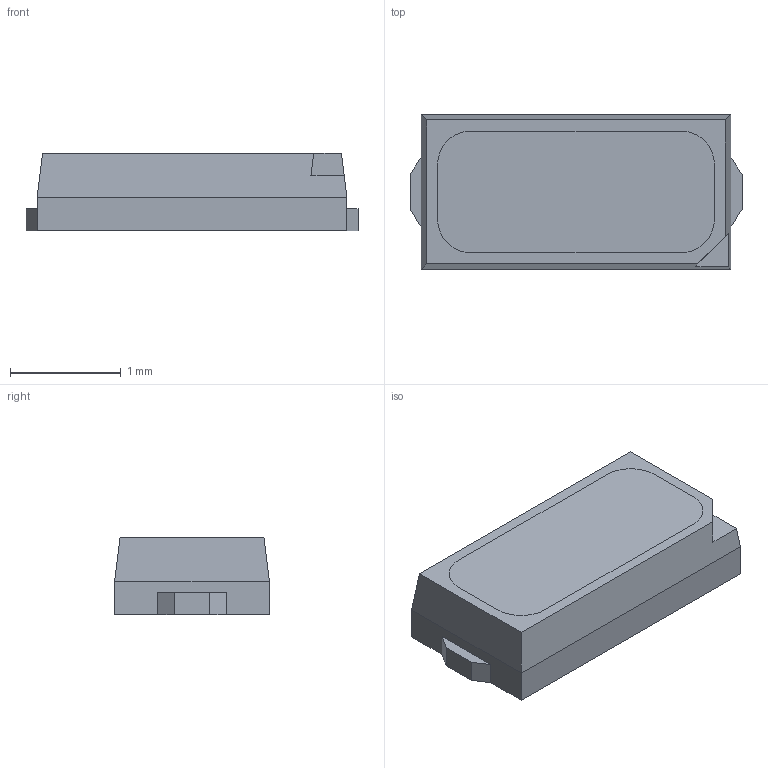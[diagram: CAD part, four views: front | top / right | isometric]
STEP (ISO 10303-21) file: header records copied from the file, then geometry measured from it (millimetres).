
FILE_DESCRIPTION(/* description */ ('STEP AP242','CAx-IF Rec.Pracs.---Representation and Presentation of Product Manufacturing Information (PMI)---4.0---2014-10-13','CAx-IF Rec.Pracs.---3D Tessellated Geometry---0.4---2014-09-14','2;1'),/* implementation_level */ '2;1');
FILE_NAME(/* name */ '675112cf5b79367509f8706e',/* time_stamp */ '2024-12-05T02:41:20Z',/* author */ (''),/* organization */ (''),/* preprocessor_version */ 'ST-DEVELOPER v20',/* originating_system */ 'ONSHAPE BY PTC INC, 1.190',/* authorisation */ ' ');
FILE_SCHEMA (('AP242_MANAGED_MODEL_BASED_3D_ENGINEERING_MIM_LF { 1 0 10303 442 1 1 4 }'));
Length unit declared in the file: metre
Products named in the file (5): LED3014; cathode; anode; lens; body
Assembly tree (4 placements, depth 2):
  LED3014
    cathode
    anode
    lens
    body
Bounding box: 3 x 1.4 x 0.7 mm (x, y, z)
Volume: 2.7 mm3; surface area: 30.2 mm2
Topology: 4 solids, 4 shells, 95 faces, 254 edges, 168 vertices
Faces by surface type: plane 63, cylinder 32
Entity records: 3081 total; most frequent: CARTESIAN_POINT 522, DIRECTION 518, ORIENTED_EDGE 508, EDGE_CURVE 254, LINE 190, VECTOR 190, VERTEX_POINT 168, AXIS2_PLACEMENT_3D 164
